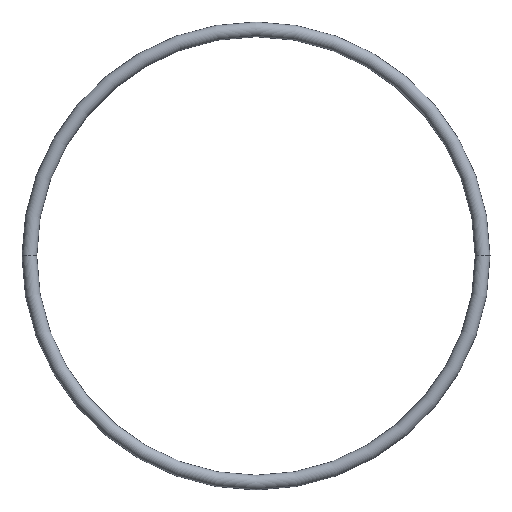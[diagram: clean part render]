
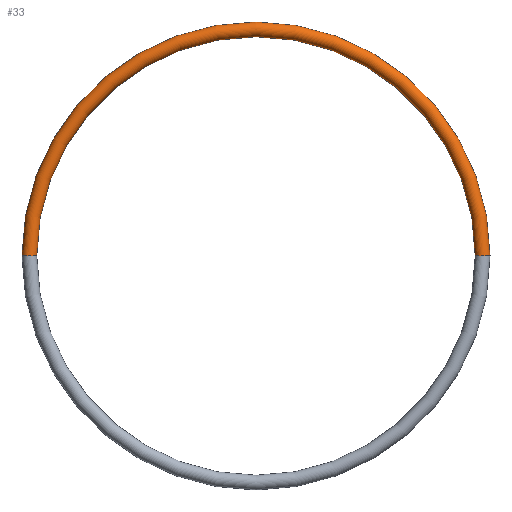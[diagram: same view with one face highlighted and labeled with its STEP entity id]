
A CAD part, top view. The second image highlights one B-rep face of the part: STEP entity #33.
In plain terms, the highlighted toroidal (fillet/blend) face has major radius 81.665 mm and minor radius 2.665 mm.
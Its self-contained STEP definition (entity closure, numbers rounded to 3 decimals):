
#1 = EDGE_CURVE ( 'NONE', #81, #114, #104, .T. ) ;
#6 = AXIS2_PLACEMENT_3D ( 'NONE', #32, #154, #123 ) ;
#9 = AXIS2_PLACEMENT_3D ( 'NONE', #34, #22, #77 ) ;
#10 = CARTESIAN_POINT ( 'NONE',  ( 84.33, 0., 0. ) ) ;
#18 = EDGE_CURVE ( 'NONE', #110, #131, #39, .T. ) ;
#19 = ORIENTED_EDGE ( 'NONE', *, *, #109, .F. ) ;
#20 = DIRECTION ( 'NONE',  ( -1., 0., 0. ) ) ;
#22 = DIRECTION ( 'NONE',  ( 0., -1., 0. ) ) ;
#27 = CIRCLE ( 'NONE', #125, 84.33 ) ;
#28 = CARTESIAN_POINT ( 'NONE',  ( 79., 0., 0. ) ) ;
#29 = CIRCLE ( 'NONE', #76, 79. ) ;
#32 = CARTESIAN_POINT ( 'NONE',  ( 81.665, 0., 0. ) ) ;
#33 = ADVANCED_FACE ( 'NONE', ( #86 ), #88, .T. ) ;
#34 = CARTESIAN_POINT ( 'NONE',  ( -81.665, 0., 0. ) ) ;
#39 = CIRCLE ( 'NONE', #9, 2.665 ) ;
#43 = CARTESIAN_POINT ( 'NONE',  ( 0., 0., 0. ) ) ;
#54 = CARTESIAN_POINT ( 'NONE',  ( -84.33, 0., 0. ) ) ;
#64 = ORIENTED_EDGE ( 'NONE', *, *, #18, .F. ) ;
#65 = DIRECTION ( 'NONE',  ( 0., 0., -1. ) ) ;
#67 = DIRECTION ( 'NONE',  ( 0., 0., -1. ) ) ;
#68 = CARTESIAN_POINT ( 'NONE',  ( 0., 0., 0. ) ) ;
#72 = AXIS2_PLACEMENT_3D ( 'NONE', #68, #138, #94 ) ;
#76 = AXIS2_PLACEMENT_3D ( 'NONE', #43, #65, #20 ) ;
#77 = DIRECTION ( 'NONE',  ( 0., 0., -1. ) ) ;
#81 = VERTEX_POINT ( 'NONE', #28 ) ;
#86 = FACE_OUTER_BOUND ( 'NONE', #130, .T. ) ;
#88 = TOROIDAL_SURFACE ( 'NONE', #72, 81.665, 2.665 ) ;
#94 = DIRECTION ( 'NONE',  ( -1., 0., 0. ) ) ;
#95 = CARTESIAN_POINT ( 'NONE',  ( -79., 0., 0. ) ) ;
#104 = CIRCLE ( 'NONE', #6, 2.665 ) ;
#109 = EDGE_CURVE ( 'NONE', #131, #114, #27, .T. ) ;
#110 = VERTEX_POINT ( 'NONE', #95 ) ;
#111 = EDGE_CURVE ( 'NONE', #110, #81, #29, .T. ) ;
#114 = VERTEX_POINT ( 'NONE', #10 ) ;
#118 = ORIENTED_EDGE ( 'NONE', *, *, #1, .T. ) ;
#122 = ORIENTED_EDGE ( 'NONE', *, *, #111, .T. ) ;
#123 = DIRECTION ( 'NONE',  ( -1., 0., 0. ) ) ;
#125 = AXIS2_PLACEMENT_3D ( 'NONE', #157, #67, #156 ) ;
#130 = EDGE_LOOP ( 'NONE', ( #19, #64, #122, #118 ) ) ;
#131 = VERTEX_POINT ( 'NONE', #54 ) ;
#138 = DIRECTION ( 'NONE',  ( 0., 0., -1. ) ) ;
#154 = DIRECTION ( 'NONE',  ( 0., 1., 0. ) ) ;
#156 = DIRECTION ( 'NONE',  ( -1., 0., 0. ) ) ;
#157 = CARTESIAN_POINT ( 'NONE',  ( 0., 0., 0. ) ) ;
